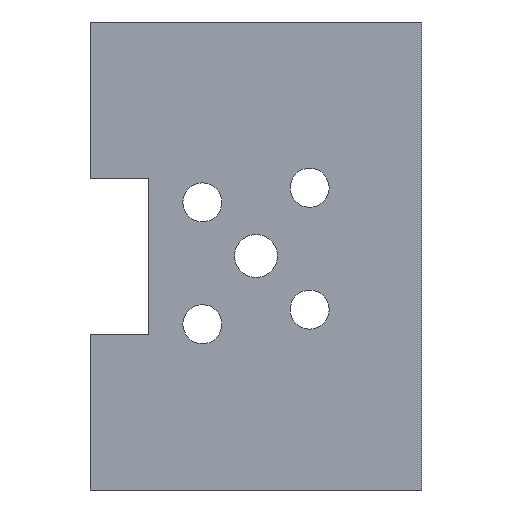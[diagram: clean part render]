
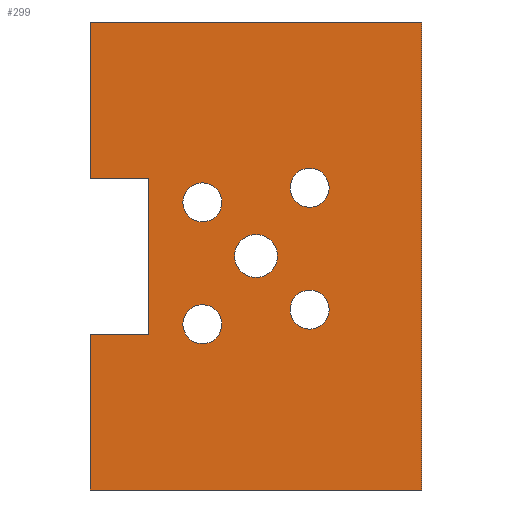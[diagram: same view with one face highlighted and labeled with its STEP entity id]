
A CAD part, front view. The second image highlights one B-rep face of the part: STEP entity #299.
In plain terms, the highlighted planar face has unit normal (0, -1, 0).
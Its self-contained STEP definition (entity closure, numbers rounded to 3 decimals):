
#15=FACE_BOUND('',#59,.T.);
#16=FACE_BOUND('',#60,.T.);
#17=FACE_BOUND('',#61,.T.);
#18=FACE_BOUND('',#62,.T.);
#19=FACE_BOUND('',#63,.T.);
#28=PLANE('',#338);
#43=FACE_OUTER_BOUND('',#58,.T.);
#58=EDGE_LOOP('',(#240,#241,#242,#243,#244,#245,#246,#247));
#59=EDGE_LOOP('',(#248));
#60=EDGE_LOOP('',(#249));
#61=EDGE_LOOP('',(#250));
#62=EDGE_LOOP('',(#251));
#63=EDGE_LOOP('',(#252));
#80=LINE('',#460,#109);
#84=LINE('',#468,#113);
#87=LINE('',#474,#116);
#90=LINE('',#480,#119);
#91=LINE('',#482,#120);
#92=LINE('',#484,#121);
#93=LINE('',#486,#122);
#94=LINE('',#487,#123);
#109=VECTOR('',#384,10.);
#113=VECTOR('',#390,10.);
#116=VECTOR('',#395,10.);
#119=VECTOR('',#400,10.);
#120=VECTOR('',#401,10.);
#121=VECTOR('',#402,10.);
#122=VECTOR('',#403,10.);
#123=VECTOR('',#404,10.);
#134=CIRCLE('',#322,2.);
#136=CIRCLE('',#325,2.);
#138=CIRCLE('',#328,2.);
#140=CIRCLE('',#331,2.);
#142=CIRCLE('',#334,2.2);
#144=VERTEX_POINT('',#430);
#146=VERTEX_POINT('',#436);
#148=VERTEX_POINT('',#442);
#150=VERTEX_POINT('',#448);
#152=VERTEX_POINT('',#454);
#153=VERTEX_POINT('',#458);
#154=VERTEX_POINT('',#459);
#157=VERTEX_POINT('',#467);
#159=VERTEX_POINT('',#473);
#161=VERTEX_POINT('',#479);
#162=VERTEX_POINT('',#481);
#163=VERTEX_POINT('',#483);
#164=VERTEX_POINT('',#485);
#171=EDGE_CURVE('',#144,#144,#134,.T.);
#174=EDGE_CURVE('',#146,#146,#136,.T.);
#177=EDGE_CURVE('',#148,#148,#138,.T.);
#180=EDGE_CURVE('',#150,#150,#140,.T.);
#183=EDGE_CURVE('',#152,#152,#142,.T.);
#184=EDGE_CURVE('',#153,#154,#80,.T.);
#188=EDGE_CURVE('',#154,#157,#84,.T.);
#191=EDGE_CURVE('',#159,#153,#87,.T.);
#194=EDGE_CURVE('',#161,#157,#90,.T.);
#195=EDGE_CURVE('',#162,#161,#91,.T.);
#196=EDGE_CURVE('',#163,#162,#92,.T.);
#197=EDGE_CURVE('',#164,#163,#93,.T.);
#198=EDGE_CURVE('',#159,#164,#94,.T.);
#240=ORIENTED_EDGE('',*,*,#191,.T.);
#241=ORIENTED_EDGE('',*,*,#184,.T.);
#242=ORIENTED_EDGE('',*,*,#188,.T.);
#243=ORIENTED_EDGE('',*,*,#194,.F.);
#244=ORIENTED_EDGE('',*,*,#195,.F.);
#245=ORIENTED_EDGE('',*,*,#196,.F.);
#246=ORIENTED_EDGE('',*,*,#197,.F.);
#247=ORIENTED_EDGE('',*,*,#198,.F.);
#248=ORIENTED_EDGE('',*,*,#171,.T.);
#249=ORIENTED_EDGE('',*,*,#174,.T.);
#250=ORIENTED_EDGE('',*,*,#177,.T.);
#251=ORIENTED_EDGE('',*,*,#180,.T.);
#252=ORIENTED_EDGE('',*,*,#183,.T.);
#299=ADVANCED_FACE('',(#43,#15,#16,#17,#18,#19),#28,.F.);
#322=AXIS2_PLACEMENT_3D('',#432,#352,#353);
#325=AXIS2_PLACEMENT_3D('',#438,#359,#360);
#328=AXIS2_PLACEMENT_3D('',#444,#366,#367);
#331=AXIS2_PLACEMENT_3D('',#450,#373,#374);
#334=AXIS2_PLACEMENT_3D('',#456,#380,#381);
#338=AXIS2_PLACEMENT_3D('',#478,#398,#399);
#352=DIRECTION('center_axis',(0.,1.,0.));
#353=DIRECTION('ref_axis',(-1.,0.,0.));
#359=DIRECTION('center_axis',(0.,1.,0.));
#360=DIRECTION('ref_axis',(-1.,0.,0.));
#366=DIRECTION('center_axis',(0.,1.,0.));
#367=DIRECTION('ref_axis',(-1.,0.,0.));
#373=DIRECTION('center_axis',(0.,1.,0.));
#374=DIRECTION('ref_axis',(-1.,0.,0.));
#380=DIRECTION('center_axis',(0.,1.,0.));
#381=DIRECTION('ref_axis',(-1.,0.,0.));
#384=DIRECTION('',(0.,0.,-1.));
#390=DIRECTION('',(-1.,0.,0.));
#395=DIRECTION('',(1.,0.,0.));
#398=DIRECTION('center_axis',(0.,1.,0.));
#399=DIRECTION('ref_axis',(1.,0.,0.));
#400=DIRECTION('',(0.,0.,1.));
#401=DIRECTION('',(-1.,0.,0.));
#402=DIRECTION('',(0.,0.,-1.));
#403=DIRECTION('',(1.,0.,0.));
#404=DIRECTION('',(0.,0.,1.));
#430=CARTESIAN_POINT('',(24.5,0.,-17.));
#432=CARTESIAN_POINT('Origin',(22.5,0.,-17.));
#436=CARTESIAN_POINT('',(24.5,0.,-29.5));
#438=CARTESIAN_POINT('Origin',(22.5,0.,-29.5));
#442=CARTESIAN_POINT('',(13.5,0.,-18.5));
#444=CARTESIAN_POINT('Origin',(11.5,0.,-18.5));
#448=CARTESIAN_POINT('',(13.5,0.,-31.));
#450=CARTESIAN_POINT('Origin',(11.5,0.,-31.));
#454=CARTESIAN_POINT('',(19.2,0.,-24.));
#456=CARTESIAN_POINT('Origin',(17.,0.,-24.));
#458=CARTESIAN_POINT('',(6.,0.,-16.));
#459=CARTESIAN_POINT('',(6.,0.,-32.));
#460=CARTESIAN_POINT('',(6.,0.,-28.));
#467=CARTESIAN_POINT('',(0.,0.,-32.));
#468=CARTESIAN_POINT('',(8.5,0.,-32.));
#473=CARTESIAN_POINT('',(0.,0.,-16.));
#474=CARTESIAN_POINT('',(11.5,0.,-16.));
#478=CARTESIAN_POINT('Origin',(17.,0.,-24.));
#479=CARTESIAN_POINT('',(0.,0.,-48.));
#480=CARTESIAN_POINT('',(0.,0.,-48.));
#481=CARTESIAN_POINT('',(34.,0.,-48.));
#482=CARTESIAN_POINT('',(34.,0.,-48.));
#483=CARTESIAN_POINT('',(34.,0.,0.));
#484=CARTESIAN_POINT('',(34.,0.,0.));
#485=CARTESIAN_POINT('',(0.,0.,0.));
#486=CARTESIAN_POINT('',(0.,0.,0.));
#487=CARTESIAN_POINT('',(0.,0.,-48.));
